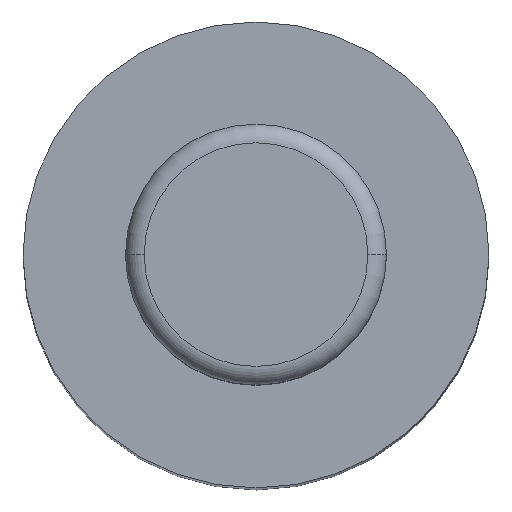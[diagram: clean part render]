
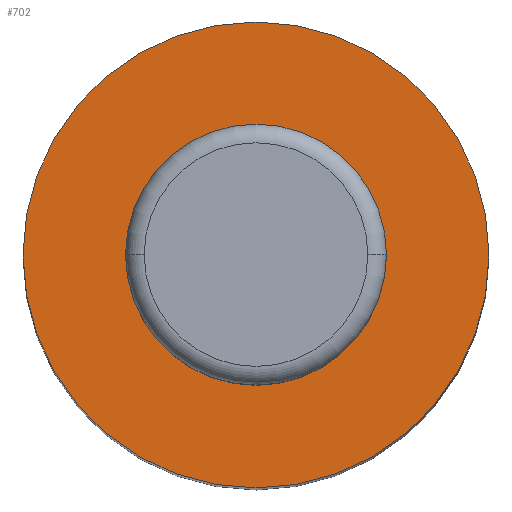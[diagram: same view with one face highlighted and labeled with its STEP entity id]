
A CAD part, top view. The second image highlights one B-rep face of the part: STEP entity #702.
In plain terms, the highlighted planar face has unit normal (0, 0, 1).
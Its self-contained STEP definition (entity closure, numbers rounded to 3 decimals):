
#4 = DIRECTION ( 'NONE',  ( -1., 0., 0. ) ) ;
#65 = CIRCLE ( 'NONE', #653, 7. ) ;
#66 = EDGE_CURVE ( 'NONE', #428, #751, #811, .T. ) ;
#75 = EDGE_LOOP ( 'NONE', ( #869, #232 ) ) ;
#85 = DIRECTION ( 'NONE',  ( -1., 0., 0. ) ) ;
#86 = AXIS2_PLACEMENT_3D ( 'NONE', #253, #734, #318 ) ;
#107 = CARTESIAN_POINT ( 'NONE',  ( 0., 0., 63. ) ) ;
#115 = EDGE_CURVE ( 'NONE', #418, #268, #392, .T. ) ;
#136 = DIRECTION ( 'NONE',  ( 0., 0., -1. ) ) ;
#169 = DIRECTION ( 'NONE',  ( -1., 0., 0. ) ) ;
#200 = CARTESIAN_POINT ( 'NONE',  ( -7., 0., 63. ) ) ;
#210 = AXIS2_PLACEMENT_3D ( 'NONE', #200, #406, #900 ) ;
#220 = FACE_OUTER_BOUND ( 'NONE', #75, .T. ) ;
#232 = ORIENTED_EDGE ( 'NONE', *, *, #115, .F. ) ;
#253 = CARTESIAN_POINT ( 'NONE',  ( 0., 0., 63. ) ) ;
#268 = VERTEX_POINT ( 'NONE', #855 ) ;
#296 = ORIENTED_EDGE ( 'NONE', *, *, #66, .T. ) ;
#318 = DIRECTION ( 'NONE',  ( -1., 0., 0. ) ) ;
#392 = CIRCLE ( 'NONE', #433, 12.5 ) ;
#405 = EDGE_CURVE ( 'NONE', #751, #428, #65, .T. ) ;
#406 = DIRECTION ( 'NONE',  ( 0., 0., 1. ) ) ;
#414 = DIRECTION ( 'NONE',  ( 0., 0., -1. ) ) ;
#418 = VERTEX_POINT ( 'NONE', #722 ) ;
#428 = VERTEX_POINT ( 'NONE', #726 ) ;
#433 = AXIS2_PLACEMENT_3D ( 'NONE', #837, #414, #4 ) ;
#475 = PLANE ( 'NONE',  #210 ) ;
#528 = CIRCLE ( 'NONE', #86, 12.5 ) ;
#530 = EDGE_CURVE ( 'NONE', #268, #418, #528, .T. ) ;
#584 = DIRECTION ( 'NONE',  ( 0., 0., -1. ) ) ;
#587 = ORIENTED_EDGE ( 'NONE', *, *, #405, .T. ) ;
#653 = AXIS2_PLACEMENT_3D ( 'NONE', #107, #584, #169 ) ;
#691 = CARTESIAN_POINT ( 'NONE',  ( 7., 0., 63. ) ) ;
#702 = ADVANCED_FACE ( 'NONE', ( #777, #220 ), #475, .T. ) ;
#722 = CARTESIAN_POINT ( 'NONE',  ( 12.5, 0., 63. ) ) ;
#726 = CARTESIAN_POINT ( 'NONE',  ( -7., 0., 63. ) ) ;
#734 = DIRECTION ( 'NONE',  ( 0., 0., -1. ) ) ;
#751 = VERTEX_POINT ( 'NONE', #691 ) ;
#763 = CARTESIAN_POINT ( 'NONE',  ( 0., 0., 63. ) ) ;
#777 = FACE_BOUND ( 'NONE', #825, .T. ) ;
#811 = CIRCLE ( 'NONE', #863, 7. ) ;
#825 = EDGE_LOOP ( 'NONE', ( #296, #587 ) ) ;
#837 = CARTESIAN_POINT ( 'NONE',  ( 0., 0., 63. ) ) ;
#855 = CARTESIAN_POINT ( 'NONE',  ( -12.5, 0., 63. ) ) ;
#863 = AXIS2_PLACEMENT_3D ( 'NONE', #763, #136, #85 ) ;
#869 = ORIENTED_EDGE ( 'NONE', *, *, #530, .F. ) ;
#900 = DIRECTION ( 'NONE',  ( 1., 0., 0. ) ) ;
